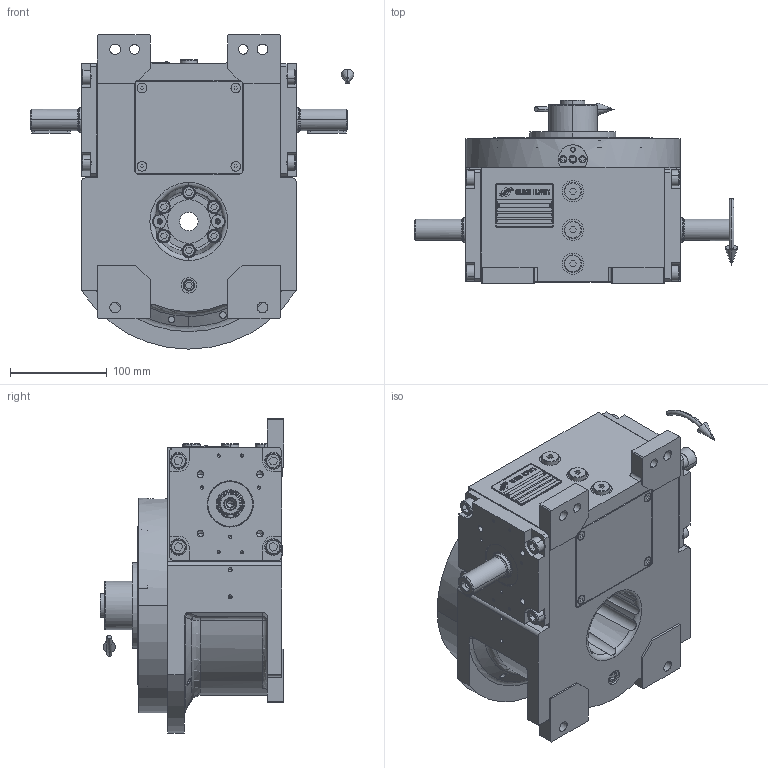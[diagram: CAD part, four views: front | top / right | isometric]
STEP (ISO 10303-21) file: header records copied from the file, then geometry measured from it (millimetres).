
FILE_DESCRIPTION (( 'STEP AP203' ), '1' );
FILE_NAME ('PC5201585.step', '2025-10-16T14:02:15', ( '' ), ( '' ), 'SwSTEP 2.0', 'SolidWorks 2020', '' );
FILE_SCHEMA (( 'CONFIG_CONTROL_DESIGN' ));
Length unit declared in the file: millimetre
Products named in the file (79): rig06_002_bc_001; cfn2003_01_054; CFN2223_01-570X6-B.stp; AS_rig06_004_s_001; cfn2128_19_002; cfn2077_01_018; cfn2115_02_182; rig06_007_master; cfn2000_01_103; cfn2000_01_126; CFN2356_03_047.stp; RIG06_021_AF0.stp; AS_rig06_016; CFN2104_02_017.stp; cfn2155_01_056; rig06_004; cfn2104_01_016; cfn2158_01_010; cfn2000_01_124; cfn2128_04_004; rig06_005_n_01; rig06_014; cfn2070_05_005; AS_rig06_071_12_m; rig06_016; cfn2107_01_001; cfn2115_02_165; olio_agip_blasia_150; CFN2000_01_185.stp; cfn2151_01_290; CFN2203_02_001.stp; rig06_071_12_m_asm.stp; freccia_angolare; cfn2151_01_109; CFN2010_01_012.stp; cfn2205_01_013; AS_rig06_002_bc_001; cfn2104_01_004; rig06_003_12; CFN2010_02_002.stp ...
Assembly tree (71 placements, depth 5):
  CFN2223_01-570X6-B.stp
  cfn2077_01_018
  rig06_007_master
  CFN2356_03_047.stp
  cfn2158_01_010
Bounding box: 334.5 x 190 x 325 mm (x, y, z)
Volume: 2399657.3 mm3; surface area: 764783.9 mm2
Topology: 63 solids, 63 shells, 2037 faces, 5044 edges, 3218 vertices
Faces by surface type: plane 1013, cylinder 660, cone 330, torus 22, bspline 6, sphere 6
Entity records: 69223 total; most frequent: CARTESIAN_POINT 15071, DIRECTION 9695, ORIENTED_EDGE 9290, EDGE_CURVE 4645, AXIS2_PLACEMENT_3D 3356, VERTEX_POINT 3027, LINE 2983, VECTOR 2983
